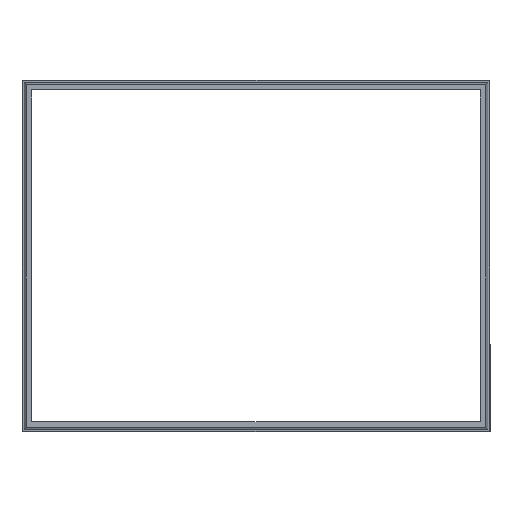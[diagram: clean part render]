
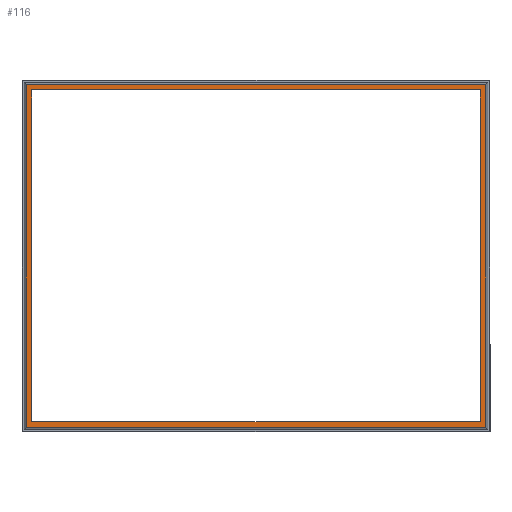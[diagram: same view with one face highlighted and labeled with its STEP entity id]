
A CAD part, top view. The second image highlights one B-rep face of the part: STEP entity #116.
In plain terms, the highlighted planar face has unit normal (0, 0, 1).
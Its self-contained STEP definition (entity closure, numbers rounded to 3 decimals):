
#1 = CARTESIAN_POINT ( 'NONE',  ( 7.784, 7.784, -2. ) ) ;
#3 = DIRECTION ( 'NONE',  ( 1., 0., 0. ) ) ;
#21 = CARTESIAN_POINT ( 'NONE',  ( 400.624, 7.784, -2. ) ) ;
#36 = LINE ( 'NONE', #153, #458 ) ;
#39 = FACE_BOUND ( 'NONE', #423, .T. ) ;
#54 = VERTEX_POINT ( 'NONE', #441 ) ;
#63 = ORIENTED_EDGE ( 'NONE', *, *, #155, .F. ) ;
#69 = VECTOR ( 'NONE', #479, 1000. ) ;
#72 = DIRECTION ( 'NONE',  ( 1., 0., 0. ) ) ;
#80 = LINE ( 'NONE', #400, #343 ) ;
#89 = VERTEX_POINT ( 'NONE', #409 ) ;
#93 = EDGE_CURVE ( 'NONE', #350, #177, #325, .T. ) ;
#100 = EDGE_CURVE ( 'NONE', #177, #365, #146, .T. ) ;
#102 = VECTOR ( 'NONE', #362, 1000. ) ;
#105 = DIRECTION ( 'NONE',  ( -1., 0., 0. ) ) ;
#116 = ADVANCED_FACE ( 'NONE', ( #39, #148 ), #363, .F. ) ;
#130 = LINE ( 'NONE', #276, #312 ) ;
#133 = ORIENTED_EDGE ( 'NONE', *, *, #361, .F. ) ;
#136 = VERTEX_POINT ( 'NONE', #342 ) ;
#141 = VECTOR ( 'NONE', #274, 1000. ) ;
#146 = LINE ( 'NONE', #438, #447 ) ;
#148 = FACE_OUTER_BOUND ( 'NONE', #285, .T. ) ;
#153 = CARTESIAN_POINT ( 'NONE',  ( 3.316, -0.624, -2. ) ) ;
#155 = EDGE_CURVE ( 'NONE', #89, #54, #454, .T. ) ;
#158 = CARTESIAN_POINT ( 'NONE',  ( 7.784, 292.216, -2. ) ) ;
#159 = CARTESIAN_POINT ( 'NONE',  ( 3.316, 296.684, -2. ) ) ;
#166 = CARTESIAN_POINT ( 'NONE',  ( 396.684, 296.684, -2. ) ) ;
#177 = VERTEX_POINT ( 'NONE', #158 ) ;
#180 = CARTESIAN_POINT ( 'NONE',  ( 7.784, -0.624, -2. ) ) ;
#184 = CARTESIAN_POINT ( 'NONE',  ( 392.216, 300.624, -2. ) ) ;
#198 = AXIS2_PLACEMENT_3D ( 'NONE', #368, #401, #221 ) ;
#201 = LINE ( 'NONE', #21, #369 ) ;
#205 = VERTEX_POINT ( 'NONE', #159 ) ;
#221 = DIRECTION ( 'NONE',  ( -1., 0., 0. ) ) ;
#222 = LINE ( 'NONE', #184, #102 ) ;
#234 = VERTEX_POINT ( 'NONE', #166 ) ;
#239 = EDGE_CURVE ( 'NONE', #234, #89, #130, .T. ) ;
#251 = ORIENTED_EDGE ( 'NONE', *, *, #100, .T. ) ;
#268 = DIRECTION ( 'NONE',  ( 0., -1., 0. ) ) ;
#269 = EDGE_CURVE ( 'NONE', #136, #350, #201, .T. ) ;
#274 = DIRECTION ( 'NONE',  ( -1., 0., 0. ) ) ;
#276 = CARTESIAN_POINT ( 'NONE',  ( 396.684, 300.624, -2. ) ) ;
#285 = EDGE_LOOP ( 'NONE', ( #133, #63, #348, #307 ) ) ;
#289 = ORIENTED_EDGE ( 'NONE', *, *, #449, .T. ) ;
#307 = ORIENTED_EDGE ( 'NONE', *, *, #396, .F. ) ;
#312 = VECTOR ( 'NONE', #268, 1000. ) ;
#325 = LINE ( 'NONE', #180, #69 ) ;
#342 = CARTESIAN_POINT ( 'NONE',  ( 392.216, 7.784, -2. ) ) ;
#343 = VECTOR ( 'NONE', #3, 1000. ) ;
#348 = ORIENTED_EDGE ( 'NONE', *, *, #239, .F. ) ;
#350 = VERTEX_POINT ( 'NONE', #1 ) ;
#357 = ORIENTED_EDGE ( 'NONE', *, *, #93, .T. ) ;
#361 = EDGE_CURVE ( 'NONE', #54, #205, #36, .T. ) ;
#362 = DIRECTION ( 'NONE',  ( 0., -1., 0. ) ) ;
#363 = PLANE ( 'NONE',  #198 ) ;
#365 = VERTEX_POINT ( 'NONE', #439 ) ;
#368 = CARTESIAN_POINT ( 'NONE',  ( 7.784, -0.624, -2. ) ) ;
#369 = VECTOR ( 'NONE', #105, 1000. ) ;
#394 = ORIENTED_EDGE ( 'NONE', *, *, #269, .T. ) ;
#395 = DIRECTION ( 'NONE',  ( 0., 1., 0. ) ) ;
#396 = EDGE_CURVE ( 'NONE', #205, #234, #80, .T. ) ;
#400 = CARTESIAN_POINT ( 'NONE',  ( -0.624, 296.684, -2. ) ) ;
#401 = DIRECTION ( 'NONE',  ( 0., 0., -1. ) ) ;
#409 = CARTESIAN_POINT ( 'NONE',  ( 396.684, 3.316, -2. ) ) ;
#423 = EDGE_LOOP ( 'NONE', ( #289, #394, #357, #251 ) ) ;
#438 = CARTESIAN_POINT ( 'NONE',  ( -0.624, 292.216, -2. ) ) ;
#439 = CARTESIAN_POINT ( 'NONE',  ( 392.216, 292.216, -2. ) ) ;
#441 = CARTESIAN_POINT ( 'NONE',  ( 3.316, 3.316, -2. ) ) ;
#447 = VECTOR ( 'NONE', #72, 1000. ) ;
#449 = EDGE_CURVE ( 'NONE', #365, #136, #222, .T. ) ;
#454 = LINE ( 'NONE', #461, #141 ) ;
#458 = VECTOR ( 'NONE', #395, 1000. ) ;
#461 = CARTESIAN_POINT ( 'NONE',  ( 400.624, 3.316, -2. ) ) ;
#479 = DIRECTION ( 'NONE',  ( 0., 1., 0. ) ) ;
